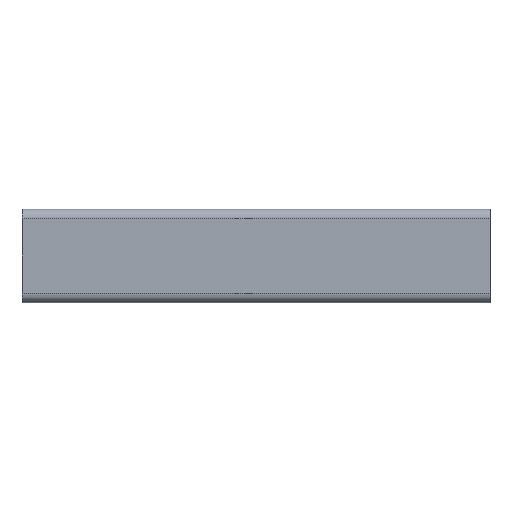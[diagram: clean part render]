
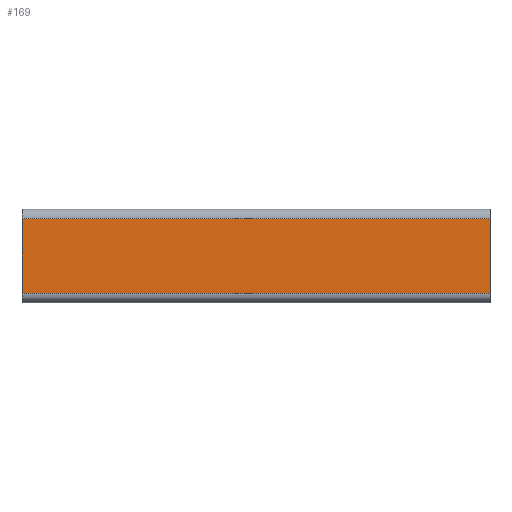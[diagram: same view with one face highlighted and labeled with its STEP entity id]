
A CAD part, left-side view. The second image highlights one B-rep face of the part: STEP entity #169.
In plain terms, the highlighted planar face has unit normal (-1, 0, 0).
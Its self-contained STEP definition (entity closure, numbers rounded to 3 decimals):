
#169 = ADVANCED_FACE( '', ( #366 ), #367, .T. );
#366 = FACE_OUTER_BOUND( '', #593, .T. );
#367 = PLANE( '', #594 );
#593 = EDGE_LOOP( '', ( #996, #997, #998, #999 ) );
#594 = AXIS2_PLACEMENT_3D( '', #1000, #1001, #1002 );
#996 = ORIENTED_EDGE( '', *, *, #1564, .F. );
#997 = ORIENTED_EDGE( '', *, *, #1439, .F. );
#998 = ORIENTED_EDGE( '', *, *, #1565, .T. );
#999 = ORIENTED_EDGE( '', *, *, #1566, .T. );
#1000 = CARTESIAN_POINT( '', ( -10., 100., 8. ) );
#1001 = DIRECTION( '', ( -1., 0., 0. ) );
#1002 = DIRECTION( '', ( 0., 0., 1. ) );
#1439 = EDGE_CURVE( '', #1746, #1742, #1748, .T. );
#1564 = EDGE_CURVE( '', #1742, #1953, #1954, .T. );
#1565 = EDGE_CURVE( '', #1746, #1955, #1956, .T. );
#1566 = EDGE_CURVE( '', #1955, #1953, #1957, .T. );
#1742 = VERTEX_POINT( '', #2179 );
#1746 = VERTEX_POINT( '', #2184 );
#1748 = LINE( '', #2186, #2187 );
#1953 = VERTEX_POINT( '', #2463 );
#1954 = LINE( '', #2464, #2465 );
#1955 = VERTEX_POINT( '', #2466 );
#1956 = LINE( '', #2467, #2468 );
#1957 = LINE( '', #2469, #2470 );
#2179 = CARTESIAN_POINT( '', ( -10., 0., 8. ) );
#2184 = CARTESIAN_POINT( '', ( -10., 100., 8. ) );
#2186 = CARTESIAN_POINT( '', ( -10., 100., 8. ) );
#2187 = VECTOR( '', #2697, 1000. );
#2463 = CARTESIAN_POINT( '', ( -10., 0., -8. ) );
#2464 = CARTESIAN_POINT( '', ( -10., 0., 8. ) );
#2465 = VECTOR( '', #2841, 1000. );
#2466 = CARTESIAN_POINT( '', ( -10., 100., -8. ) );
#2467 = CARTESIAN_POINT( '', ( -10., 100., 8. ) );
#2468 = VECTOR( '', #2842, 1000. );
#2469 = CARTESIAN_POINT( '', ( -10., 100., -8. ) );
#2470 = VECTOR( '', #2843, 1000. );
#2697 = DIRECTION( '', ( 0., -1., 0. ) );
#2841 = DIRECTION( '', ( 0., 0., -1. ) );
#2842 = DIRECTION( '', ( 0., 0., -1. ) );
#2843 = DIRECTION( '', ( 0., -1., 0. ) );
